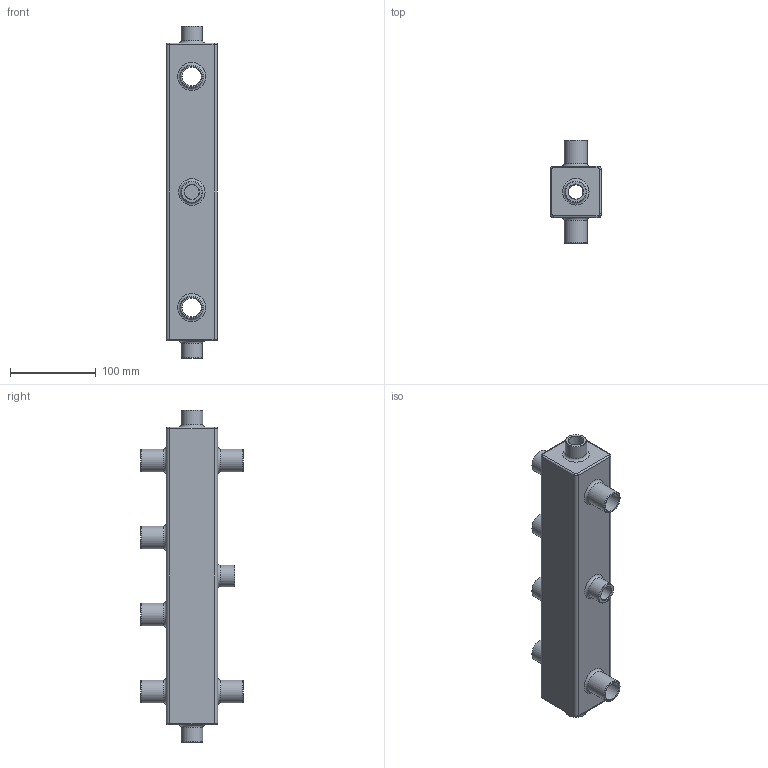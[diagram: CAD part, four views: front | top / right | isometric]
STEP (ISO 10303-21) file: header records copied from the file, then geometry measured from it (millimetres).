
FILE_DESCRIPTION(('STEP AP203'), '1');
FILE_NAME('TGRSS-40-20x2.18', '', ('UNSPECIFIED'), ('UNSPECIFIED'), 'ASCON STEP Converter 1.6', 'ASCON Math Kernel', '');
FILE_SCHEMA(('CONFIG_CONTROL_DESIGN'));
Length unit declared in the file: millimetre
Bounding box: 60.55 x 120 x 388 mm (x, y, z)
Volume: 214430 mm3; surface area: 199920.4 mm2
Topology: 1 solids, 1 shells, 274 faces, 680 edges, 440 vertices
Faces by surface type: plane 125, cylinder 53, extrusion 46, cone 33, torus 17
Full cylindrical faces by diameter (mm): 17.071 x3, 22 x6, 24 x3, 25 x9, 26.8 x6
Entity records: 10879 total; most frequent: CARTESIAN_POINT 2388, ORIENTED_EDGE 1222, DIRECTION 1197, EDGE_CURVE 611, VERTEX_POINT 440, AXIS2_PLACEMENT_3D 403, EDGE_LOOP 391, VECTOR 391
